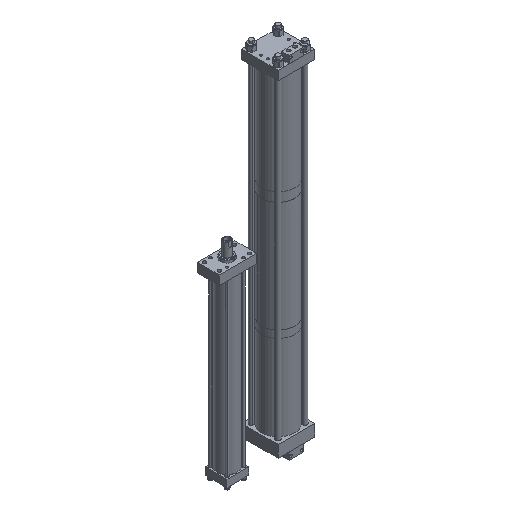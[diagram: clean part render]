
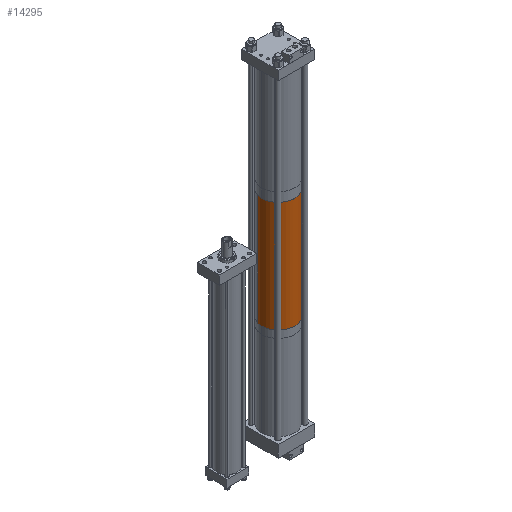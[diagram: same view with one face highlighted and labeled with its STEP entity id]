
A CAD part, isometric view. The second image highlights one B-rep face of the part: STEP entity #14295.
In plain terms, the highlighted cylindrical face has radius 57.15 mm (diameter 114.3 mm), a partial arc.
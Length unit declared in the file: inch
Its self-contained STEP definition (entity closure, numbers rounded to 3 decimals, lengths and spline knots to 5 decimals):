
#415 = ORIENTED_EDGE ( 'NONE', *, *, #11428, .T. ) ;
#2056 = CARTESIAN_POINT ( 'NONE',  ( 2.25, 0., 15.125 ) ) ;
#2138 = CARTESIAN_POINT ( 'NONE',  ( 0., 0., 0. ) ) ;
#2417 = DIRECTION ( 'NONE',  ( 0., 0., -1. ) ) ;
#2429 = EDGE_LOOP ( 'NONE', ( #9441, #5042, #10685, #415 ) ) ;
#2592 = CIRCLE ( 'NONE', #4699, 2.25 ) ;
#2694 = VERTEX_POINT ( 'NONE', #4311 ) ;
#3019 = FACE_OUTER_BOUND ( 'NONE', #2429, .T. ) ;
#3198 = DIRECTION ( 'NONE',  ( 0., 0., -1. ) ) ;
#3213 = DIRECTION ( 'NONE',  ( 0., 0., 1. ) ) ;
#3303 = DIRECTION ( 'NONE',  ( 1., 0., 0. ) ) ;
#3669 = DIRECTION ( 'NONE',  ( 0., 0., 1. ) ) ;
#4311 = CARTESIAN_POINT ( 'NONE',  ( -2.25, 0., 15.125 ) ) ;
#4699 = AXIS2_PLACEMENT_3D ( 'NONE', #8259, #3669, #13748 ) ;
#4837 = CARTESIAN_POINT ( 'NONE',  ( 2.25, 0., 15.125 ) ) ;
#4911 = AXIS2_PLACEMENT_3D ( 'NONE', #2138, #3213, #3303 ) ;
#5042 = ORIENTED_EDGE ( 'NONE', *, *, #8832, .F. ) ;
#5661 = DIRECTION ( 'NONE',  ( 0., 0., -1. ) ) ;
#6887 = CYLINDRICAL_SURFACE ( 'NONE', #13150, 2.25 ) ;
#7592 = VERTEX_POINT ( 'NONE', #13566 ) ;
#8259 = CARTESIAN_POINT ( 'NONE',  ( 0., 0., 15.125 ) ) ;
#8832 = EDGE_CURVE ( 'NONE', #2694, #8843, #2592, .T. ) ;
#8843 = VERTEX_POINT ( 'NONE', #4837 ) ;
#9133 = CARTESIAN_POINT ( 'NONE',  ( -2.25, 0., 15.125 ) ) ;
#9441 = ORIENTED_EDGE ( 'NONE', *, *, #10919, .F. ) ;
#10685 = ORIENTED_EDGE ( 'NONE', *, *, #11610, .T. ) ;
#10919 = EDGE_CURVE ( 'NONE', #8843, #12184, #12938, .T. ) ;
#10996 = CARTESIAN_POINT ( 'NONE',  ( 0., 0., 15.125 ) ) ;
#11235 = CARTESIAN_POINT ( 'NONE',  ( 2.25, 0., 0. ) ) ;
#11341 = VECTOR ( 'NONE', #2417, 39.37008 ) ;
#11428 = EDGE_CURVE ( 'NONE', #7592, #12184, #12423, .T. ) ;
#11610 = EDGE_CURVE ( 'NONE', #2694, #7592, #14332, .T. ) ;
#12184 = VERTEX_POINT ( 'NONE', #11235 ) ;
#12316 = DIRECTION ( 'NONE',  ( -1., 0., 0. ) ) ;
#12423 = CIRCLE ( 'NONE', #4911, 2.25 ) ;
#12938 = LINE ( 'NONE', #2056, #13123 ) ;
#13123 = VECTOR ( 'NONE', #5661, 39.37008 ) ;
#13150 = AXIS2_PLACEMENT_3D ( 'NONE', #10996, #3198, #12316 ) ;
#13566 = CARTESIAN_POINT ( 'NONE',  ( -2.25, 0., 0. ) ) ;
#13748 = DIRECTION ( 'NONE',  ( 1., 0., 0. ) ) ;
#14295 = ADVANCED_FACE ( 'NONE', ( #3019 ), #6887, .T. ) ;
#14332 = LINE ( 'NONE', #9133, #11341 ) ;
